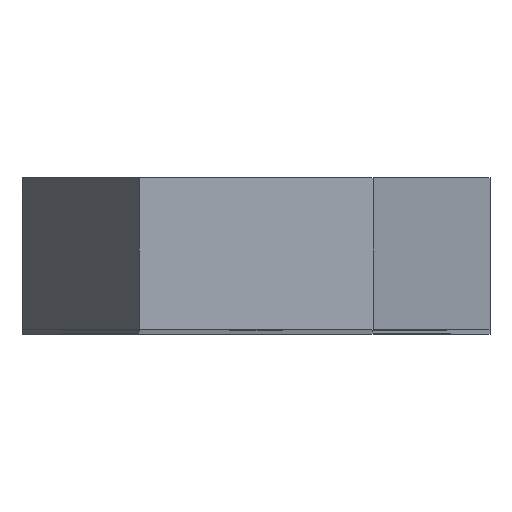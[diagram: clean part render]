
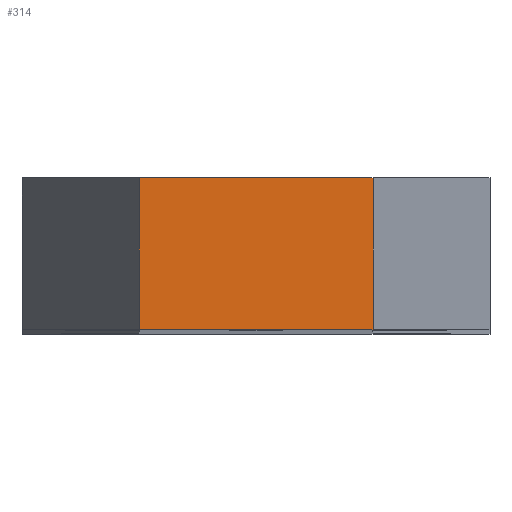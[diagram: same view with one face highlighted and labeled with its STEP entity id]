
A CAD part, top view. The second image highlights one B-rep face of the part: STEP entity #314.
In plain terms, the highlighted planar face has unit normal (0, 0, 1).
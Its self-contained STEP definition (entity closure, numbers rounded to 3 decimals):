
#26=PLANE('',#354);
#42=FACE_OUTER_BOUND('',#58,.T.);
#58=EDGE_LOOP('',(#255,#256,#257,#258));
#92=LINE('',#498,#130);
#93=LINE('',#501,#131);
#94=LINE('',#503,#132);
#95=LINE('',#504,#133);
#130=VECTOR('',#412,10.);
#131=VECTOR('',#415,10.);
#132=VECTOR('',#416,10.);
#133=VECTOR('',#417,10.);
#167=VERTEX_POINT('',#494);
#168=VERTEX_POINT('',#496);
#169=VERTEX_POINT('',#500);
#170=VERTEX_POINT('',#502);
#204=EDGE_CURVE('',#167,#168,#92,.T.);
#205=EDGE_CURVE('',#169,#167,#93,.T.);
#206=EDGE_CURVE('',#170,#168,#94,.T.);
#207=EDGE_CURVE('',#169,#170,#95,.T.);
#255=ORIENTED_EDGE('',*,*,#205,.T.);
#256=ORIENTED_EDGE('',*,*,#204,.T.);
#257=ORIENTED_EDGE('',*,*,#206,.F.);
#258=ORIENTED_EDGE('',*,*,#207,.F.);
#314=ADVANCED_FACE('',(#42),#26,.T.);
#354=AXIS2_PLACEMENT_3D('',#499,#413,#414);
#412=DIRECTION('',(0.,1.,0.));
#413=DIRECTION('center_axis',(0.,0.,1.));
#414=DIRECTION('ref_axis',(1.,0.,0.));
#415=DIRECTION('',(1.,0.,0.));
#416=DIRECTION('',(1.,0.,0.));
#417=DIRECTION('',(0.,1.,0.));
#494=CARTESIAN_POINT('',(2.309,0.,28.));
#496=CARTESIAN_POINT('',(2.309,3.,28.));
#498=CARTESIAN_POINT('',(2.309,0.,28.));
#499=CARTESIAN_POINT('Origin',(-2.309,0.,28.));
#500=CARTESIAN_POINT('',(-2.309,0.,28.));
#501=CARTESIAN_POINT('',(-2.309,0.,28.));
#502=CARTESIAN_POINT('',(-2.309,3.,28.));
#503=CARTESIAN_POINT('',(-2.309,3.,28.));
#504=CARTESIAN_POINT('',(-2.309,0.,28.));
